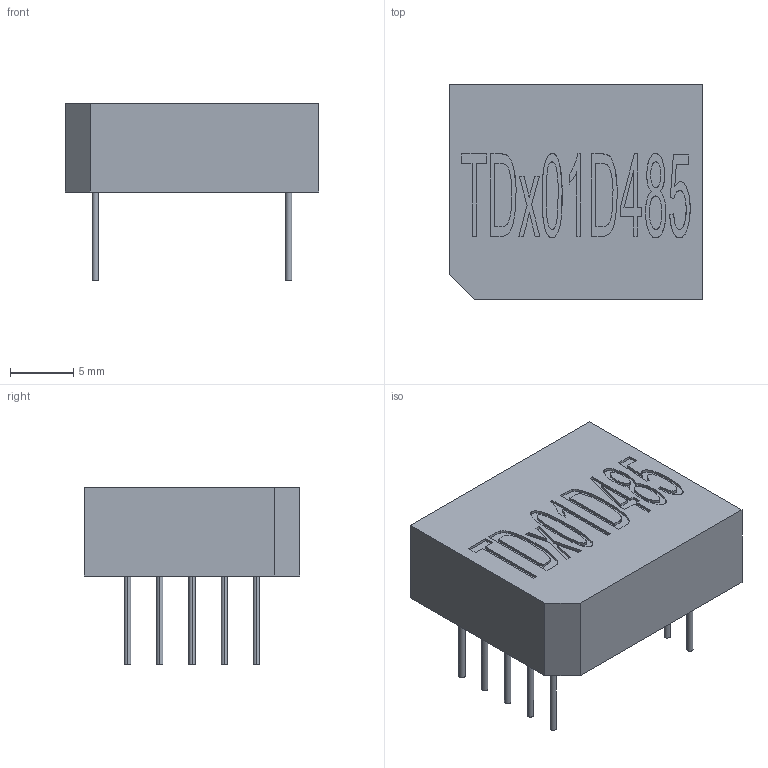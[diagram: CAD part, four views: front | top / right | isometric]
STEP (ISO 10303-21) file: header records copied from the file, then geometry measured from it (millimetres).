
FILE_DESCRIPTION (( 'STEP AP214' ), '1' );
FILE_NAME ('CA0A7B43-49A7-40B3-BD99-40B87D8DFB74.STEP', '2022-12-29T02:11:22', ( '' ), ( '' ), 'SwSTEP 2.0', 'SolidWorks 2022', '' );
FILE_SCHEMA (( 'AUTOMOTIVE_DESIGN' ));
Length unit declared in the file: millimetre
Products named in the file (1): CA0A7B43-49A7-40B3-BD99-40B87D8DFB74
Bounding box: 20 x 17 x 14 mm (x, y, z)
Volume: 2369.3 mm3; surface area: 1314 mm2
Topology: 1 solids, 1 shells, 156 faces, 393 edges, 262 vertices
Faces by surface type: plane 83, bspline 57, cylinder 16
Entity records: 5832 total; most frequent: CARTESIAN_POINT 1993, ORIENTED_EDGE 786, DIRECTION 511, EDGE_CURVE 393, VERTEX_POINT 262, LINE 247, VECTOR 247, EDGE_LOOP 179
